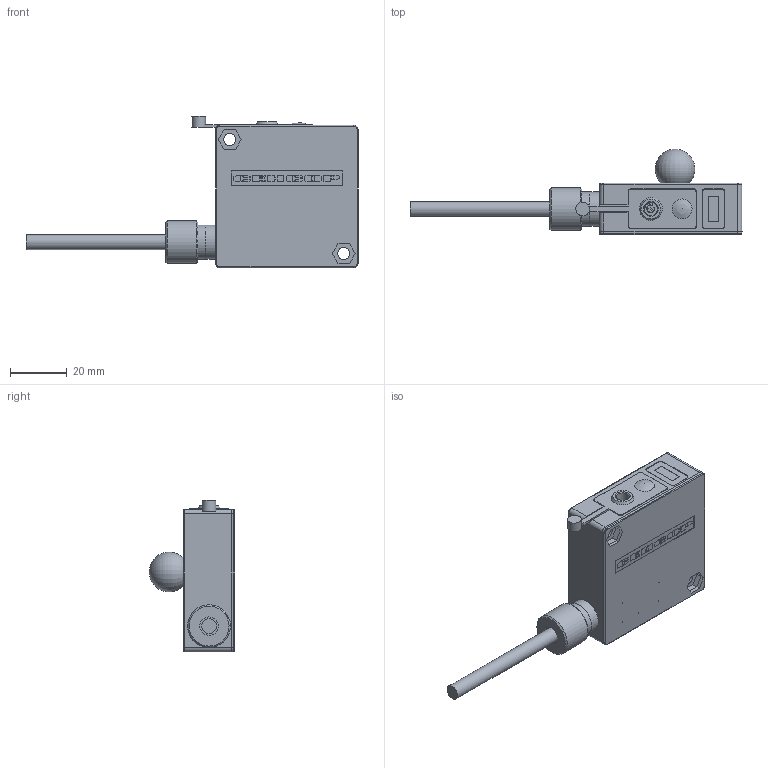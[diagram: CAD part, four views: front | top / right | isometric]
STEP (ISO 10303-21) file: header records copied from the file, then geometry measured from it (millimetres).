
FILE_DESCRIPTION(/* description */ ('Unknown'),/* implementation_level */ '2;1');
FILE_NAME(/* name */ '_VBO-U18-50U',/* time_stamp */ '2021-04-26T11:21:16+05:00',/* author */ ('Unknown'),/* organization */ ('Unknown'),/* preprocessor_version */ 'ST-DEVELOPER v16.7',/* originating_system */ 'Solid Edge',/* authorisation */ 'Unknown');
FILE_SCHEMA (('AUTOMOTIVE_DESIGN {1 0 10303 214 3 1 1}'));
Length unit declared in the file: millimetre
Products named in the file (32): 12.063.000 (ﾓ) -1; 12.061.500 (扻豵鵨); À1.065 (Êîðïóñ); 栺樏鋋; Ñòåêëî ñâåòîäèîäîâ; 12.061.600(栖闉罻 瀇僗) -1; Ïëàòà (12.372.000); Ïëàòà êíîïîê; 3329H 镥疱戾眄 疱玷耱铕; KP1608; KPA-3210SURCK; SWT-6; RM40-2011-85-1109; Êîíäåíñàòîð; Ýêðàí; Ñáîðêà äåðæàòåëÿ. Òèï-D; Äåðæàòåëü äëèííûé. Òèï-D; ﾎ0.009 (ﾋ竟鈞); Ïëàòà äåðæàòåëÿ; BPV11F îáðåç; TSAL6100; SH400; ñîåäèíèòåëü PLS-6 (äëÿ ÂÁÎ-Ó18); 闃膼瘔; øòûðü (äëÿ ÂÁÎ-Ó18); Á0.118 Êðûøêà ïðÿìàÿ; 椯鴀殣罻; Ý6.025-01 Êàáåëü; Òîëêàòåëü êíîïîê +; Ê1.055 (Ãàéêà); Â0.087 Âòóëêà
Assembly tree (45 placements, depth 4):
  12.063.000 (ﾓ) -1
    12.061.500 (扻豵鵨)
      À1.065 (Êîðïóñ)
      栺樏鋋
      Ñòåêëî ñâåòîäèîäîâ
    12.061.600(栖闉罻 瀇僗) -1
      Ïëàòà (12.372.000)
      Ïëàòà êíîïîê
        Ïëàòà êíîïîê
        3329H 镥疱戾眄 疱玷耱铕
        KP1608  x3
        KPA-3210SURCK  x2
        SWT-6
      RM40-2011-85-1109
      Êîíäåíñàòîð
      Ýêðàí
      Ñáîðêà äåðæàòåëÿ. Òèï-D
        Äåðæàòåëü äëèííûé. Òèï-D
        ﾎ0.009 (ﾋ竟鈞)  x2
        Ïëàòà äåðæàòåëÿ
        BPV11F îáðåç
        TSAL6100
      SH400
      ñîåäèíèòåëü PLS-6 (äëÿ ÂÁÎ-Ó18)
        闃膼瘔  x6
        øòûðü (äëÿ ÂÁÎ-Ó18)  x6
    Á0.118 Êðûøêà ïðÿìàÿ
    椯鴀殣罻
    Ý6.025-01 Êàáåëü
    Òîëêàòåëü êíîïîê +
    Ê1.055 (Ãàéêà)
    Â0.087 Âòóëêà
Bounding box: 116.5 x 29.98 x 53.2 mm (x, y, z)
Volume: 26340.1 mm3; surface area: 42465.8 mm2
Topology: 40 solids, 46 shells, 1298 faces, 3310 edges, 2195 vertices
Faces by surface type: plane 961, cylinder 244, torus 32, bspline 29, cone 24, sphere 8
Full cylindrical faces by diameter (mm): 0.457 x6, 0.5 x16, 0.508 x3, 0.6 x3, 0.762 x3, 0.8 x5, 1 x4, 1.197 x1, 1.2 x6, 1.5 x10, 1.9 x2, 2 x2, 3 x2, 4 x1, 4.2 x2, 4.5 x1, 4.6 x1, 4.8 x1, 5 x3, 5.1 x2, 5.2 x1, 5.5 x1, 5.994 x1, 6 x3, 6.096 x2, 6.5 x4, 6.604 x1, 6.8 x1, 7.227 x1, 8 x3
Entity records: 40609 total; most frequent: CARTESIAN_POINT 7314, DIRECTION 5616, ORIENTED_EDGE 5602, EDGE_CURVE 2801, LINE 2120, VECTOR 2120, VERTEX_POINT 1937, AXIS2_PLACEMENT_3D 1748
